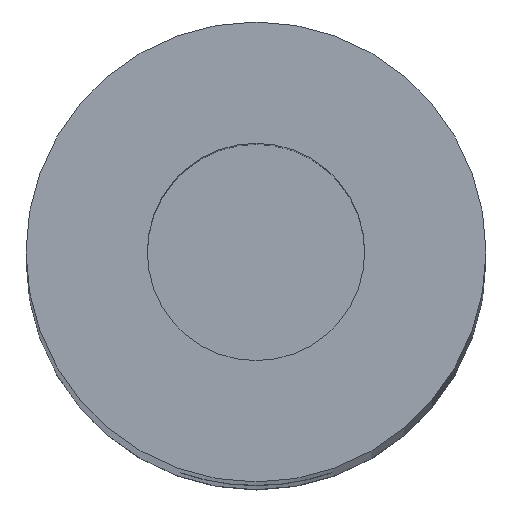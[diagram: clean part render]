
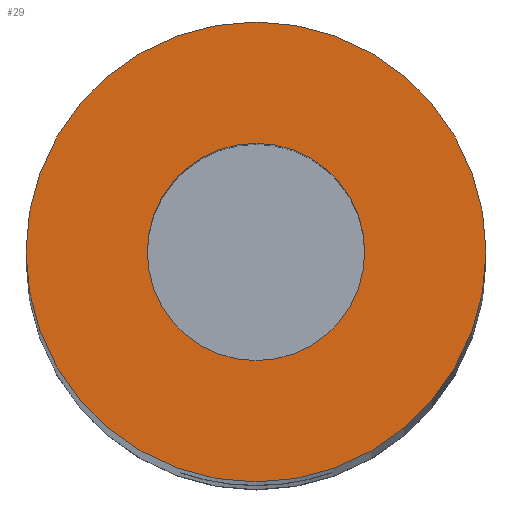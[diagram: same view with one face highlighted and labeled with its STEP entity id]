
A CAD part, top view. The second image highlights one B-rep face of the part: STEP entity #29.
In plain terms, the highlighted planar face has unit normal (0, 0, 1).
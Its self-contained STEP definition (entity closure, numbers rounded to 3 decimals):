
#4 = EDGE_CURVE ( 'NONE', #279, #615, #372, .T. ) ;
#18 = CIRCLE ( 'NONE', #362, 3. ) ;
#20 = EDGE_CURVE ( 'NONE', #615, #279, #205, .T. ) ;
#28 = EDGE_CURVE ( 'NONE', #210, #424, #18, .T. ) ;
#29 = ADVANCED_FACE ( 'NONE', ( #133, #87 ), #244, .T. ) ;
#30 = CARTESIAN_POINT ( 'NONE',  ( 0., 0., 127. ) ) ;
#59 = DIRECTION ( 'NONE',  ( -1., 0., 0. ) ) ;
#70 = ORIENTED_EDGE ( 'NONE', *, *, #20, .F. ) ;
#84 = AXIS2_PLACEMENT_3D ( 'NONE', #255, #203, #196 ) ;
#86 = DIRECTION ( 'NONE',  ( -1., 0., 0. ) ) ;
#87 = FACE_OUTER_BOUND ( 'NONE', #236, .T. ) ;
#104 = CARTESIAN_POINT ( 'NONE',  ( 0., 0., 127. ) ) ;
#110 = AXIS2_PLACEMENT_3D ( 'NONE', #30, #399, #86 ) ;
#133 = FACE_BOUND ( 'NONE', #462, .T. ) ;
#143 = ORIENTED_EDGE ( 'NONE', *, *, #190, .T. ) ;
#146 = DIRECTION ( 'NONE',  ( 0., 0., -1. ) ) ;
#171 = CARTESIAN_POINT ( 'NONE',  ( 0., 0., 127. ) ) ;
#190 = EDGE_CURVE ( 'NONE', #424, #210, #206, .T. ) ;
#196 = DIRECTION ( 'NONE',  ( 1., 0., 0. ) ) ;
#203 = DIRECTION ( 'NONE',  ( 0., 0., 1. ) ) ;
#205 = CIRCLE ( 'NONE', #501, 6.35 ) ;
#206 = CIRCLE ( 'NONE', #110, 3. ) ;
#210 = VERTEX_POINT ( 'NONE', #626 ) ;
#224 = DIRECTION ( 'NONE',  ( -1., 0., 0. ) ) ;
#236 = EDGE_LOOP ( 'NONE', ( #70, #520 ) ) ;
#244 = PLANE ( 'NONE',  #84 ) ;
#250 = DIRECTION ( 'NONE',  ( -1., 0., 0. ) ) ;
#255 = CARTESIAN_POINT ( 'NONE',  ( 0., 0., 127. ) ) ;
#265 = ORIENTED_EDGE ( 'NONE', *, *, #28, .T. ) ;
#279 = VERTEX_POINT ( 'NONE', #454 ) ;
#333 = CARTESIAN_POINT ( 'NONE',  ( -3., 0., 127. ) ) ;
#362 = AXIS2_PLACEMENT_3D ( 'NONE', #171, #370, #250 ) ;
#370 = DIRECTION ( 'NONE',  ( 0., 0., -1. ) ) ;
#372 = CIRCLE ( 'NONE', #545, 6.35 ) ;
#399 = DIRECTION ( 'NONE',  ( 0., 0., -1. ) ) ;
#424 = VERTEX_POINT ( 'NONE', #333 ) ;
#454 = CARTESIAN_POINT ( 'NONE',  ( 6.35, 0., 127. ) ) ;
#462 = EDGE_LOOP ( 'NONE', ( #143, #265 ) ) ;
#501 = AXIS2_PLACEMENT_3D ( 'NONE', #104, #146, #224 ) ;
#520 = ORIENTED_EDGE ( 'NONE', *, *, #4, .F. ) ;
#524 = CARTESIAN_POINT ( 'NONE',  ( -6.35, 0., 127. ) ) ;
#545 = AXIS2_PLACEMENT_3D ( 'NONE', #576, #580, #59 ) ;
#576 = CARTESIAN_POINT ( 'NONE',  ( 0., 0., 127. ) ) ;
#580 = DIRECTION ( 'NONE',  ( 0., 0., -1. ) ) ;
#615 = VERTEX_POINT ( 'NONE', #524 ) ;
#626 = CARTESIAN_POINT ( 'NONE',  ( 3., 0., 127. ) ) ;
